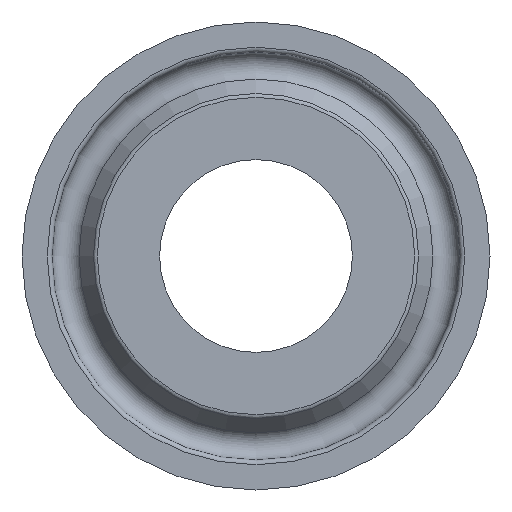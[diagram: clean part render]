
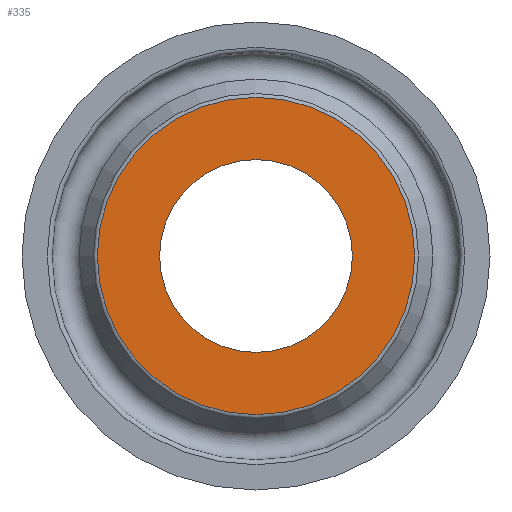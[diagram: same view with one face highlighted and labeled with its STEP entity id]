
A CAD part, front view. The second image highlights one B-rep face of the part: STEP entity #335.
In plain terms, the highlighted planar face has unit normal (0, -1, 0).
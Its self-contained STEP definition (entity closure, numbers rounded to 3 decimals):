
#301=CARTESIAN_POINT('',(8.475,0.8,0.0));
#302=VERTEX_POINT('',#301);
#303=CARTESIAN_POINT('',(0.0,0.8,0.0));
#304=DIRECTION('',(0.0,-1.0,0.0));
#305=DIRECTION('',(1.0,0.0,0.0));
#306=AXIS2_PLACEMENT_3D('',#303,#304,#305);
#307=CIRCLE('',#306,8.475);
#308=EDGE_CURVE('',#302,#302,#307,.T.);
#316=CARTESIAN_POINT('',(6.813,0.8,0.0));
#317=DIRECTION('',(0.0,-1.0,0.0));
#318=DIRECTION('',(0.0,0.0,-1.0));
#319=AXIS2_PLACEMENT_3D('',#316,#317,#318);
#320=PLANE('',#319);
#321=ORIENTED_EDGE('',*,*,#308,.T.);
#322=EDGE_LOOP('',(#321));
#323=FACE_OUTER_BOUND('',#322,.T.);
#324=CARTESIAN_POINT('',(5.15,0.8,0.0));
#325=VERTEX_POINT('',#324);
#326=CARTESIAN_POINT('',(0.0,0.8,0.0));
#327=DIRECTION('',(0.0,-1.0,0.0));
#328=DIRECTION('',(1.0,0.0,0.0));
#329=AXIS2_PLACEMENT_3D('',#326,#327,#328);
#330=CIRCLE('',#329,5.15);
#331=EDGE_CURVE('',#325,#325,#330,.T.);
#332=ORIENTED_EDGE('',*,*,#331,.F.);
#333=EDGE_LOOP('',(#332));
#334=FACE_BOUND('',#333,.T.);
#335=ADVANCED_FACE('',(#323,#334),#320,.T.);
